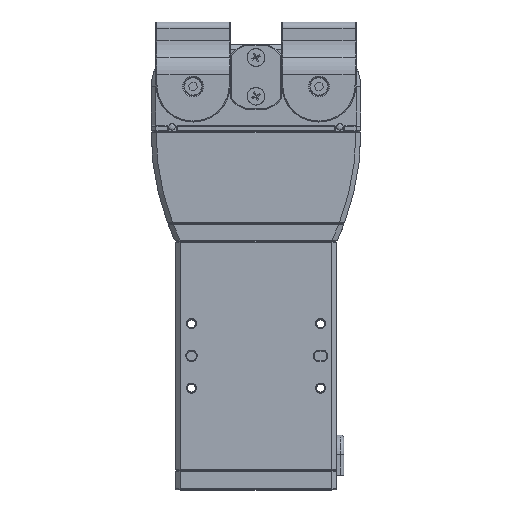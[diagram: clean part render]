
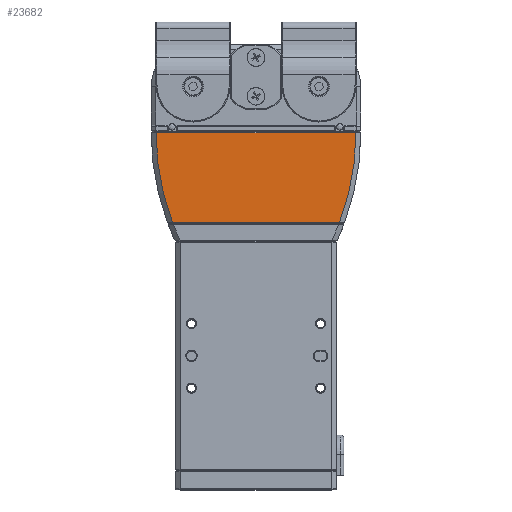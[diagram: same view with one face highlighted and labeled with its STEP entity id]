
A CAD part, top view. The second image highlights one B-rep face of the part: STEP entity #23682.
In plain terms, the highlighted face is planar.
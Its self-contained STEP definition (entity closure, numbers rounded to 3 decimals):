
#1878 = PLANE ( 'NONE',  #21887 ) ;
#2739 = CARTESIAN_POINT ( 'NONE',  ( 25.755, -17., 5.835 ) ) ;
#2740 = EDGE_CURVE ( 'NONE', #32054, #11210, #17103, .T. ) ;
#2777 = DIRECTION ( 'NONE',  ( 1., 0., 0. ) ) ;
#3879 = EDGE_CURVE ( 'NONE', #19034, #15427, #12738, .T. ) ;
#4307 = CARTESIAN_POINT ( 'NONE',  ( 30.999, -17., 33.699 ) ) ;
#5622 = ORIENTED_EDGE ( 'NONE', *, *, #34362, .T. ) ;
#5851 = DIRECTION ( 'NONE',  ( -1., 0., 0. ) ) ;
#6341 = CARTESIAN_POINT ( 'NONE',  ( -30.998, -17., 33.7 ) ) ;
#7110 = VECTOR ( 'NONE', #2777, 1000. ) ;
#7982 = CARTESIAN_POINT ( 'NONE',  ( -48.317, -17., 34. ) ) ;
#8218 = CARTESIAN_POINT ( 'NONE',  ( 48.317, -17., 34. ) ) ;
#8679 = VERTEX_POINT ( 'NONE', #30910 ) ;
#9335 = CARTESIAN_POINT ( 'NONE',  ( -25.858, -17., 5.906 ) ) ;
#9419 = CARTESIAN_POINT ( 'NONE',  ( -25.703, -17., 5.8 ) ) ;
#11210 = VERTEX_POINT ( 'NONE', #15996 ) ;
#11351 = CARTESIAN_POINT ( 'NONE',  ( 30.999, -17., 33.699 ) ) ;
#12501 = ORIENTED_EDGE ( 'NONE', *, *, #43373, .T. ) ;
#12738 = B_SPLINE_CURVE_WITH_KNOTS ( 'NONE', 3,
 ( #12801, #26239, #39507, #9419 ),
 .UNSPECIFIED., .F., .F.,
 ( 4, 4 ),
 ( 0., 1. ),
 .UNSPECIFIED. ) ;
#12801 = CARTESIAN_POINT ( 'NONE',  ( -25.858, -17., 5.906 ) ) ;
#13233 = CARTESIAN_POINT ( 'NONE',  ( -30.999, -17., 33.7 ) ) ;
#14249 = AXIS2_PLACEMENT_3D ( 'NONE', #8218, #21844, #35143 ) ;
#14682 = CARTESIAN_POINT ( 'NONE',  ( -25.703, -17., 5.8 ) ) ;
#15427 = VERTEX_POINT ( 'NONE', #14682 ) ;
#15677 = EDGE_CURVE ( 'NONE', #38860, #8679, #21071, .T. ) ;
#15903 = CARTESIAN_POINT ( 'NONE',  ( -32.5, -17., 34. ) ) ;
#15996 = CARTESIAN_POINT ( 'NONE',  ( -30.999, -17., 33.699 ) ) ;
#16071 = B_SPLINE_CURVE_WITH_KNOTS ( 'NONE', 3,
 ( #11351, #4307, #18166, #31464 ),
 .UNSPECIFIED., .F., .F.,
 ( 4, 4 ),
 ( 0., 1. ),
 .UNSPECIFIED. ) ;
#16690 = CARTESIAN_POINT ( 'NONE',  ( 25.806, -17., 5.871 ) ) ;
#17103 = B_SPLINE_CURVE_WITH_KNOTS ( 'NONE', 3,
 ( #43238, #13233, #26667, #39907 ),
 .UNSPECIFIED., .F., .F.,
 ( 4, 4 ),
 ( 0., 1. ),
 .UNSPECIFIED. ) ;
#17879 = CARTESIAN_POINT ( 'NONE',  ( 30.998, -17., 33.7 ) ) ;
#18166 = CARTESIAN_POINT ( 'NONE',  ( 30.999, -17., 33.7 ) ) ;
#18314 = VERTEX_POINT ( 'NONE', #33944 ) ;
#19034 = VERTEX_POINT ( 'NONE', #9335 ) ;
#20017 = LINE ( 'NONE', #33318, #7110 ) ;
#20611 = CIRCLE ( 'NONE', #14249, 79.317 ) ;
#21067 = EDGE_LOOP ( 'NONE', ( #39610, #29639, #26133, #42727, #5622, #25931, #12501, #22453 ) ) ;
#21071 = B_SPLINE_CURVE_WITH_KNOTS ( 'NONE', 3,
 ( #33281, #2739, #16690, #30010 ),
 .UNSPECIFIED., .F., .F.,
 ( 4, 4 ),
 ( 0., 1. ),
 .UNSPECIFIED. ) ;
#21295 = AXIS2_PLACEMENT_3D ( 'NONE', #7982, #21626, #34923 ) ;
#21626 = DIRECTION ( 'NONE',  ( 0., -1., 0. ) ) ;
#21738 = CIRCLE ( 'NONE', #21295, 79.317 ) ;
#21844 = DIRECTION ( 'NONE',  ( 0., -1., 0. ) ) ;
#21887 = AXIS2_PLACEMENT_3D ( 'NONE', #15903, #29251, #42524 ) ;
#22066 = VERTEX_POINT ( 'NONE', #17879 ) ;
#22453 = ORIENTED_EDGE ( 'NONE', *, *, #2740, .T. ) ;
#22877 = LINE ( 'NONE', #36173, #32785 ) ;
#23682 = ADVANCED_FACE ( 'NONE', ( #32505 ), #1878, .F. ) ;
#25931 = ORIENTED_EDGE ( 'NONE', *, *, #29843, .T. ) ;
#26133 = ORIENTED_EDGE ( 'NONE', *, *, #39095, .T. ) ;
#26239 = CARTESIAN_POINT ( 'NONE',  ( -25.806, -17., 5.871 ) ) ;
#26667 = CARTESIAN_POINT ( 'NONE',  ( -30.999, -17., 33.699 ) ) ;
#29251 = DIRECTION ( 'NONE',  ( 0., 1., 0. ) ) ;
#29639 = ORIENTED_EDGE ( 'NONE', *, *, #3879, .T. ) ;
#29843 = EDGE_CURVE ( 'NONE', #18314, #22066, #16071, .T. ) ;
#30010 = CARTESIAN_POINT ( 'NONE',  ( 25.858, -17., 5.906 ) ) ;
#30910 = CARTESIAN_POINT ( 'NONE',  ( 25.858, -17., 5.906 ) ) ;
#31464 = CARTESIAN_POINT ( 'NONE',  ( 30.998, -17., 33.7 ) ) ;
#32054 = VERTEX_POINT ( 'NONE', #6341 ) ;
#32505 = FACE_OUTER_BOUND ( 'NONE', #21067, .T. ) ;
#32785 = VECTOR ( 'NONE', #5851, 1000. ) ;
#33281 = CARTESIAN_POINT ( 'NONE',  ( 25.703, -17., 5.8 ) ) ;
#33318 = CARTESIAN_POINT ( 'NONE',  ( 25.703, -17., 5.8 ) ) ;
#33944 = CARTESIAN_POINT ( 'NONE',  ( 30.999, -17., 33.699 ) ) ;
#34362 = EDGE_CURVE ( 'NONE', #8679, #18314, #21738, .T. ) ;
#34923 = DIRECTION ( 'NONE',  ( 0., 0., 1. ) ) ;
#35143 = DIRECTION ( 'NONE',  ( 0., 0., 1. ) ) ;
#36173 = CARTESIAN_POINT ( 'NONE',  ( -31., -17., 33.7 ) ) ;
#38860 = VERTEX_POINT ( 'NONE', #41823 ) ;
#39095 = EDGE_CURVE ( 'NONE', #15427, #38860, #20017, .T. ) ;
#39507 = CARTESIAN_POINT ( 'NONE',  ( -25.755, -17., 5.835 ) ) ;
#39610 = ORIENTED_EDGE ( 'NONE', *, *, #41214, .T. ) ;
#39907 = CARTESIAN_POINT ( 'NONE',  ( -30.999, -17., 33.699 ) ) ;
#41214 = EDGE_CURVE ( 'NONE', #11210, #19034, #20611, .T. ) ;
#41823 = CARTESIAN_POINT ( 'NONE',  ( 25.703, -17., 5.8 ) ) ;
#42524 = DIRECTION ( 'NONE',  ( 0., 0., 1. ) ) ;
#42727 = ORIENTED_EDGE ( 'NONE', *, *, #15677, .T. ) ;
#43238 = CARTESIAN_POINT ( 'NONE',  ( -30.998, -17., 33.7 ) ) ;
#43373 = EDGE_CURVE ( 'NONE', #22066, #32054, #22877, .T. ) ;
